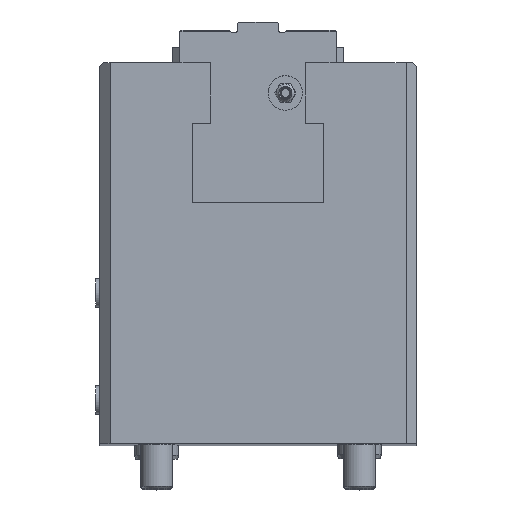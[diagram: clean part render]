
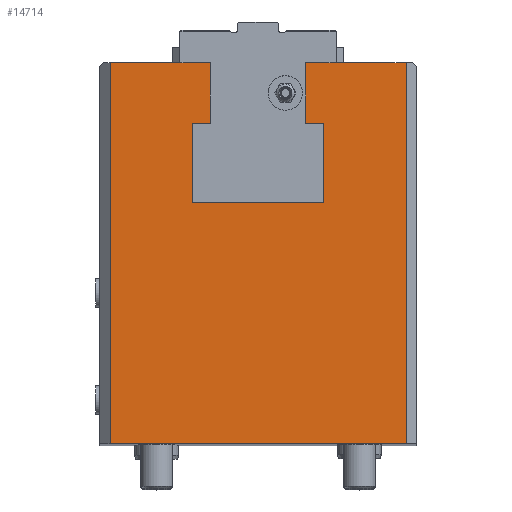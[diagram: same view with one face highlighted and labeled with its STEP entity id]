
A CAD part, top view. The second image highlights one B-rep face of the part: STEP entity #14714.
In plain terms, the highlighted planar face has unit normal (0, 0, 1).
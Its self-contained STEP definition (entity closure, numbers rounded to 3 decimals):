
#1306=PLANE('',#15714);
#1873=FACE_OUTER_BOUND('',#2724,.T.);
#2724=EDGE_LOOP('',(#10428,#10429,#10430,#10431,#10432,#10433,#10434,#10435,
#10436,#10437,#10438,#10439,#10440,#10441,#10442,#10443));
#3710=CIRCLE('',#15715,0.5);
#3711=CIRCLE('',#15716,0.5);
#3712=CIRCLE('',#15717,0.5);
#3713=CIRCLE('',#15718,0.5);
#4214=LINE('',#21310,#5568);
#4215=LINE('',#21314,#5569);
#4216=LINE('',#21318,#5570);
#4217=LINE('',#21320,#5571);
#4218=LINE('',#21322,#5572);
#4219=LINE('',#21324,#5573);
#4220=LINE('',#21326,#5574);
#4221=LINE('',#21328,#5575);
#4222=LINE('',#21330,#5576);
#4223=LINE('',#21332,#5577);
#4224=LINE('',#21334,#5578);
#4225=LINE('',#21338,#5579);
#5568=VECTOR('',#17153,10.);
#5569=VECTOR('',#17156,10.);
#5570=VECTOR('',#17159,10.);
#5571=VECTOR('',#17160,10.);
#5572=VECTOR('',#17161,10.);
#5573=VECTOR('',#17162,10.);
#5574=VECTOR('',#17163,10.);
#5575=VECTOR('',#17164,10.);
#5576=VECTOR('',#17165,10.);
#5577=VECTOR('',#17166,10.);
#5578=VECTOR('',#17167,10.);
#5579=VECTOR('',#17170,10.);
#6946=VERTEX_POINT('',#21308);
#6947=VERTEX_POINT('',#21309);
#6948=VERTEX_POINT('',#21311);
#6949=VERTEX_POINT('',#21313);
#6950=VERTEX_POINT('',#21315);
#6951=VERTEX_POINT('',#21317);
#6952=VERTEX_POINT('',#21319);
#6953=VERTEX_POINT('',#21321);
#6954=VERTEX_POINT('',#21323);
#6955=VERTEX_POINT('',#21325);
#6956=VERTEX_POINT('',#21327);
#6957=VERTEX_POINT('',#21329);
#6958=VERTEX_POINT('',#21331);
#6959=VERTEX_POINT('',#21333);
#6960=VERTEX_POINT('',#21335);
#6961=VERTEX_POINT('',#21337);
#8315=EDGE_CURVE('',#6946,#6947,#4214,.T.);
#8316=EDGE_CURVE('',#6948,#6947,#3710,.T.);
#8317=EDGE_CURVE('',#6948,#6949,#4215,.T.);
#8318=EDGE_CURVE('',#6950,#6949,#3711,.T.);
#8319=EDGE_CURVE('',#6950,#6951,#4216,.T.);
#8320=EDGE_CURVE('',#6951,#6952,#4217,.T.);
#8321=EDGE_CURVE('',#6953,#6952,#4218,.T.);
#8322=EDGE_CURVE('',#6954,#6953,#4219,.T.);
#8323=EDGE_CURVE('',#6955,#6954,#4220,.T.);
#8324=EDGE_CURVE('',#6956,#6955,#4221,.T.);
#8325=EDGE_CURVE('',#6957,#6956,#4222,.T.);
#8326=EDGE_CURVE('',#6957,#6958,#4223,.T.);
#8327=EDGE_CURVE('',#6958,#6959,#4224,.T.);
#8328=EDGE_CURVE('',#6960,#6959,#3712,.T.);
#8329=EDGE_CURVE('',#6960,#6961,#4225,.T.);
#8330=EDGE_CURVE('',#6946,#6961,#3713,.T.);
#10428=ORIENTED_EDGE('',*,*,#8315,.T.);
#10429=ORIENTED_EDGE('',*,*,#8316,.F.);
#10430=ORIENTED_EDGE('',*,*,#8317,.T.);
#10431=ORIENTED_EDGE('',*,*,#8318,.F.);
#10432=ORIENTED_EDGE('',*,*,#8319,.T.);
#10433=ORIENTED_EDGE('',*,*,#8320,.T.);
#10434=ORIENTED_EDGE('',*,*,#8321,.F.);
#10435=ORIENTED_EDGE('',*,*,#8322,.F.);
#10436=ORIENTED_EDGE('',*,*,#8323,.F.);
#10437=ORIENTED_EDGE('',*,*,#8324,.F.);
#10438=ORIENTED_EDGE('',*,*,#8325,.F.);
#10439=ORIENTED_EDGE('',*,*,#8326,.T.);
#10440=ORIENTED_EDGE('',*,*,#8327,.T.);
#10441=ORIENTED_EDGE('',*,*,#8328,.F.);
#10442=ORIENTED_EDGE('',*,*,#8329,.T.);
#10443=ORIENTED_EDGE('',*,*,#8330,.F.);
#14714=ADVANCED_FACE('',(#1873),#1306,.T.);
#15714=AXIS2_PLACEMENT_3D('',#21307,#17151,#17152);
#15715=AXIS2_PLACEMENT_3D('',#21312,#17154,#17155);
#15716=AXIS2_PLACEMENT_3D('',#21316,#17157,#17158);
#15717=AXIS2_PLACEMENT_3D('',#21336,#17168,#17169);
#15718=AXIS2_PLACEMENT_3D('',#21339,#17171,#17172);
#17151=DIRECTION('center_axis',(0.,0.,1.));
#17152=DIRECTION('ref_axis',(1.,0.,0.));
#17153=DIRECTION('',(-1.,0.,0.));
#17154=DIRECTION('center_axis',(0.,0.,1.));
#17155=DIRECTION('ref_axis',(-0.707,-0.707,0.));
#17156=DIRECTION('',(0.,1.,0.));
#17157=DIRECTION('center_axis',(0.,0.,1.));
#17158=DIRECTION('ref_axis',(-0.707,0.707,0.));
#17159=DIRECTION('',(1.,0.,0.));
#17160=DIRECTION('',(0.,1.,0.));
#17161=DIRECTION('',(1.,0.,0.));
#17162=DIRECTION('',(0.,1.,0.));
#17163=DIRECTION('',(-1.,0.,0.));
#17164=DIRECTION('',(0.,-1.,0.));
#17165=DIRECTION('',(1.,0.,0.));
#17166=DIRECTION('',(0.,-1.,0.));
#17167=DIRECTION('',(1.,0.,0.));
#17168=DIRECTION('center_axis',(0.,0.,1.));
#17169=DIRECTION('ref_axis',(0.707,0.707,0.));
#17170=DIRECTION('',(0.,-1.,0.));
#17171=DIRECTION('center_axis',(0.,0.,1.));
#17172=DIRECTION('ref_axis',(0.707,-0.707,0.));
#21307=CARTESIAN_POINT('Origin',(-2.5,-31.385,500.));
#21308=CARTESIAN_POINT('',(-50.5,-6.385,500.));
#21309=CARTESIAN_POINT('',(-114.5,-6.385,500.));
#21310=CARTESIAN_POINT('',(-58.75,-6.385,500.));
#21311=CARTESIAN_POINT('',(-115.,-5.885,500.));
#21312=CARTESIAN_POINT('Origin',(-114.5,-5.885,500.));
#21313=CARTESIAN_POINT('',(-115.,32.115,500.));
#21314=CARTESIAN_POINT('',(-115.,0.615,500.));
#21315=CARTESIAN_POINT('',(-114.5,32.615,500.));
#21316=CARTESIAN_POINT('Origin',(-114.5,32.115,500.));
#21317=CARTESIAN_POINT('',(-106.,32.615,500.));
#21318=CARTESIAN_POINT('',(-54.25,32.615,500.));
#21319=CARTESIAN_POINT('',(-106.,62.615,500.));
#21320=CARTESIAN_POINT('',(-106.,35.691,500.));
#21321=CARTESIAN_POINT('',(-155.5,62.615,500.));
#21322=CARTESIAN_POINT('',(18.5,62.615,500.));
#21323=CARTESIAN_POINT('',(-155.5,-125.385,500.));
#21324=CARTESIAN_POINT('',(-155.5,-78.385,500.));
#21325=CARTESIAN_POINT('',(-9.5,-125.385,500.));
#21326=CARTESIAN_POINT('',(155.5,-125.385,500.));
#21327=CARTESIAN_POINT('',(-9.5,62.615,500.));
#21328=CARTESIAN_POINT('',(-9.5,36.68,500.));
#21329=CARTESIAN_POINT('',(-59.,62.615,500.));
#21330=CARTESIAN_POINT('',(18.5,62.615,500.));
#21331=CARTESIAN_POINT('',(-59.,32.615,500.));
#21332=CARTESIAN_POINT('',(-59.,0.615,500.));
#21333=CARTESIAN_POINT('',(-50.5,32.615,500.));
#21334=CARTESIAN_POINT('',(-26.25,32.615,500.));
#21335=CARTESIAN_POINT('',(-50.,32.115,500.));
#21336=CARTESIAN_POINT('Origin',(-50.5,32.115,500.));
#21337=CARTESIAN_POINT('',(-50.,-5.885,500.));
#21338=CARTESIAN_POINT('',(-50.,-18.885,500.));
#21339=CARTESIAN_POINT('Origin',(-50.5,-5.885,500.));
